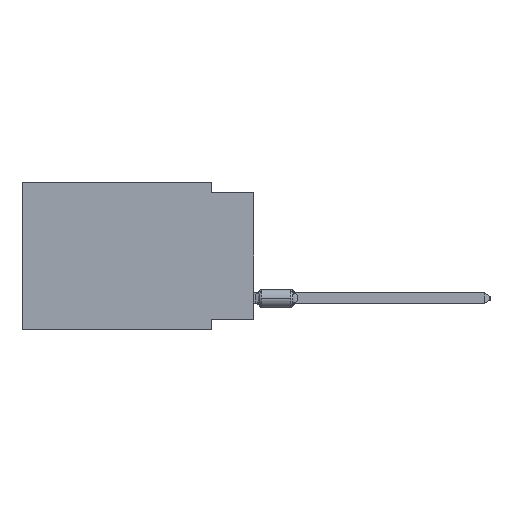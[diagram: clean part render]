
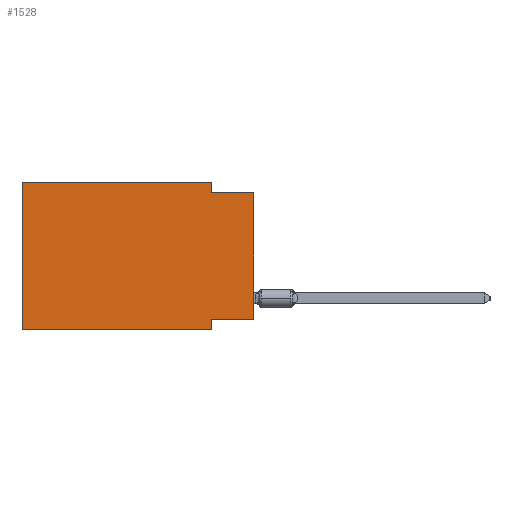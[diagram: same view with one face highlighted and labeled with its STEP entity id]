
A CAD part, left-side view. The second image highlights one B-rep face of the part: STEP entity #1528.
In plain terms, the highlighted planar face has unit normal (-1, 0, 0).
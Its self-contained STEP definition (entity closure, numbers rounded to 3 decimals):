
#1528 = ADVANCED_FACE ( 'NONE', ( #69647 ), #42066, .F. ) ;
#3397 = VECTOR ( 'NONE', #41551, 1000. ) ;
#5298 = ORIENTED_EDGE ( 'NONE', *, *, #31025, .F. ) ;
#5718 = VERTEX_POINT ( 'NONE', #36412 ) ;
#7912 = CARTESIAN_POINT ( 'NONE',  ( 0., 0., -8.255 ) ) ;
#7944 = LINE ( 'NONE', #24404, #62780 ) ;
#10567 = CARTESIAN_POINT ( 'NONE',  ( 0., 13.97, 0. ) ) ;
#12491 = EDGE_CURVE ( 'NONE', #62825, #69428, #37971, .T. ) ;
#13521 = ORIENTED_EDGE ( 'NONE', *, *, #25259, .F. ) ;
#13947 = LINE ( 'NONE', #14317, #3397 ) ;
#14317 = CARTESIAN_POINT ( 'NONE',  ( 0., 13.97, 0. ) ) ;
#14648 = VERTEX_POINT ( 'NONE', #10567 ) ;
#15678 = DIRECTION ( 'NONE',  ( 0., 1., 0. ) ) ;
#18370 = EDGE_CURVE ( 'NONE', #20430, #69799, #42195, .T. ) ;
#19597 = CARTESIAN_POINT ( 'NONE',  ( 0., 13.97, -8.89 ) ) ;
#19740 = DIRECTION ( 'NONE',  ( 0., 0., 1. ) ) ;
#20430 = VERTEX_POINT ( 'NONE', #7912 ) ;
#20466 = EDGE_CURVE ( 'NONE', #56130, #41631, #41568, .T. ) ;
#21569 = CARTESIAN_POINT ( 'NONE',  ( 0., 2.54, -8.255 ) ) ;
#24404 = CARTESIAN_POINT ( 'NONE',  ( 0., 13.97, 0. ) ) ;
#25078 = CARTESIAN_POINT ( 'NONE',  ( 0., 0., -0.635 ) ) ;
#25259 = EDGE_CURVE ( 'NONE', #14648, #5718, #13947, .T. ) ;
#26172 = LINE ( 'NONE', #48030, #36076 ) ;
#28871 = AXIS2_PLACEMENT_3D ( 'NONE', #52471, #63913, #58543 ) ;
#30175 = ORIENTED_EDGE ( 'NONE', *, *, #12491, .T. ) ;
#31025 = EDGE_CURVE ( 'NONE', #62825, #14648, #7944, .T. ) ;
#31712 = EDGE_CURVE ( 'NONE', #69799, #69428, #37286, .T. ) ;
#36076 = VECTOR ( 'NONE', #69892, 1000. ) ;
#36412 = CARTESIAN_POINT ( 'NONE',  ( 0., 2.54, 0. ) ) ;
#37189 = VECTOR ( 'NONE', #41925, 1000. ) ;
#37286 = LINE ( 'NONE', #64873, #55977 ) ;
#37971 = LINE ( 'NONE', #65559, #54421 ) ;
#39615 = EDGE_CURVE ( 'NONE', #5718, #56130, #58231, .T. ) ;
#41551 = DIRECTION ( 'NONE',  ( 0., -1., 0. ) ) ;
#41568 = LINE ( 'NONE', #25078, #37189 ) ;
#41631 = VERTEX_POINT ( 'NONE', #68131 ) ;
#41925 = DIRECTION ( 'NONE',  ( 0., -1., 0. ) ) ;
#42066 = PLANE ( 'NONE',  #28871 ) ;
#42103 = DIRECTION ( 'NONE',  ( 0., 0., -1. ) ) ;
#42195 = LINE ( 'NONE', #52944, #68040 ) ;
#42450 = CARTESIAN_POINT ( 'NONE',  ( 0., 2.54, 0. ) ) ;
#42891 = ORIENTED_EDGE ( 'NONE', *, *, #20466, .F. ) ;
#44191 = ORIENTED_EDGE ( 'NONE', *, *, #18370, .F. ) ;
#44551 = CARTESIAN_POINT ( 'NONE',  ( 0., 2.54, -8.89 ) ) ;
#44667 = ORIENTED_EDGE ( 'NONE', *, *, #31712, .F. ) ;
#45359 = CARTESIAN_POINT ( 'NONE',  ( 0., 2.54, -0.635 ) ) ;
#47262 = ORIENTED_EDGE ( 'NONE', *, *, #58422, .T. ) ;
#48030 = CARTESIAN_POINT ( 'NONE',  ( 0., 0., 0. ) ) ;
#48372 = DIRECTION ( 'NONE',  ( 0., -1., 0. ) ) ;
#52471 = CARTESIAN_POINT ( 'NONE',  ( 0., 13.97, 0. ) ) ;
#52944 = CARTESIAN_POINT ( 'NONE',  ( 0., 0., -8.255 ) ) ;
#54421 = VECTOR ( 'NONE', #48372, 1000. ) ;
#55977 = VECTOR ( 'NONE', #59143, 1000. ) ;
#56130 = VERTEX_POINT ( 'NONE', #45359 ) ;
#56340 = ORIENTED_EDGE ( 'NONE', *, *, #39615, .F. ) ;
#58231 = LINE ( 'NONE', #42450, #69268 ) ;
#58422 = EDGE_CURVE ( 'NONE', #20430, #41631, #26172, .T. ) ;
#58543 = DIRECTION ( 'NONE',  ( 0., 0., -1. ) ) ;
#59143 = DIRECTION ( 'NONE',  ( 0., 0., -1. ) ) ;
#61721 = EDGE_LOOP ( 'NONE', ( #47262, #42891, #56340, #13521, #5298, #30175, #44667, #44191 ) ) ;
#62780 = VECTOR ( 'NONE', #19740, 1000. ) ;
#62825 = VERTEX_POINT ( 'NONE', #19597 ) ;
#63913 = DIRECTION ( 'NONE',  ( 1., 0., 0. ) ) ;
#64873 = CARTESIAN_POINT ( 'NONE',  ( 0., 2.54, -8.89 ) ) ;
#65559 = CARTESIAN_POINT ( 'NONE',  ( 0., 13.97, -8.89 ) ) ;
#68040 = VECTOR ( 'NONE', #15678, 1000. ) ;
#68131 = CARTESIAN_POINT ( 'NONE',  ( 0., 0., -0.635 ) ) ;
#69268 = VECTOR ( 'NONE', #42103, 1000. ) ;
#69428 = VERTEX_POINT ( 'NONE', #44551 ) ;
#69647 = FACE_OUTER_BOUND ( 'NONE', #61721, .T. ) ;
#69799 = VERTEX_POINT ( 'NONE', #21569 ) ;
#69892 = DIRECTION ( 'NONE',  ( 0., 0., 1. ) ) ;
